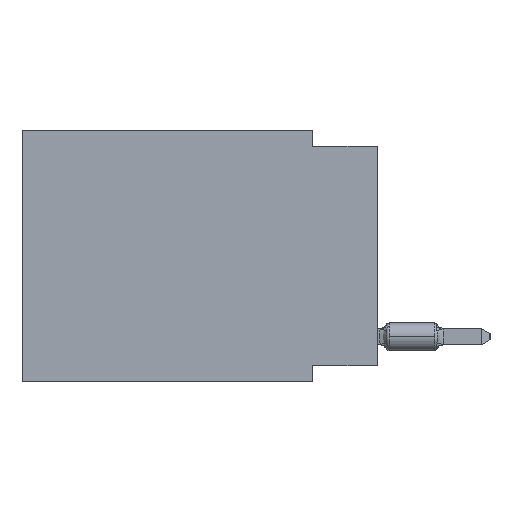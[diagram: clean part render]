
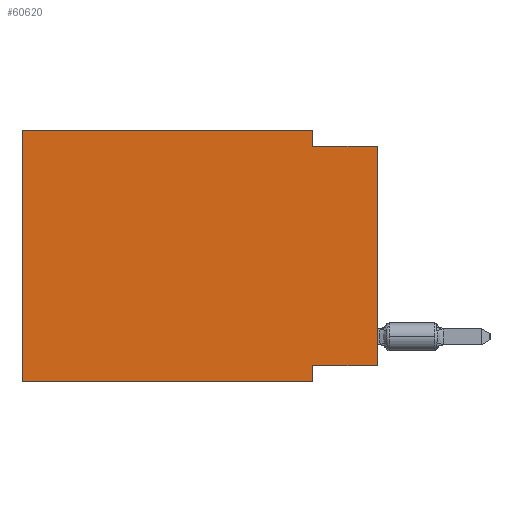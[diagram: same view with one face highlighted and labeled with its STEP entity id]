
A CAD part, left-side view. The second image highlights one B-rep face of the part: STEP entity #60620.
In plain terms, the highlighted planar face has unit normal (-1, 0, 0).
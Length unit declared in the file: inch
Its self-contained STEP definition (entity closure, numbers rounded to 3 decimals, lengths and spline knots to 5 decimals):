
#1910 = DIRECTION ( 'NONE',  ( 0., -1., 0. ) ) ;
#1936 = VERTEX_POINT ( 'NONE', #20474 ) ;
#3032 = VECTOR ( 'NONE', #58441, 39.37008 ) ;
#3430 = DIRECTION ( 'NONE',  ( 1., 0., 0. ) ) ;
#4634 = CARTESIAN_POINT ( 'NONE',  ( 0., 0.55, 0. ) ) ;
#6651 = EDGE_CURVE ( 'NONE', #13748, #28477, #16000, .T. ) ;
#8001 = EDGE_CURVE ( 'NONE', #39277, #13748, #24647, .T. ) ;
#10997 = DIRECTION ( 'NONE',  ( 0., -1., 0. ) ) ;
#13748 = VERTEX_POINT ( 'NONE', #4634 ) ;
#14967 = LINE ( 'NONE', #36035, #47849 ) ;
#15153 = DIRECTION ( 'NONE',  ( 0., 0., -1. ) ) ;
#16000 = LINE ( 'NONE', #47777, #20303 ) ;
#17210 = CARTESIAN_POINT ( 'NONE',  ( 0., 0.55, -0.39 ) ) ;
#17379 = LINE ( 'NONE', #52862, #64022 ) ;
#18416 = VECTOR ( 'NONE', #50438, 39.37008 ) ;
#18471 = DIRECTION ( 'NONE',  ( 0., -1., 0. ) ) ;
#18502 = PLANE ( 'NONE',  #66066 ) ;
#18867 = ORIENTED_EDGE ( 'NONE', *, *, #25356, .F. ) ;
#19309 = VECTOR ( 'NONE', #10997, 39.37008 ) ;
#20303 = VECTOR ( 'NONE', #1910, 39.37008 ) ;
#20474 = CARTESIAN_POINT ( 'NONE',  ( 0., 0.1, -0.39 ) ) ;
#20917 = CARTESIAN_POINT ( 'NONE',  ( 0., 0.1, 0. ) ) ;
#20980 = DIRECTION ( 'NONE',  ( 0., 0., -1. ) ) ;
#22560 = CARTESIAN_POINT ( 'NONE',  ( 0., 0.1, -0.025 ) ) ;
#22718 = VERTEX_POINT ( 'NONE', #36107 ) ;
#24647 = LINE ( 'NONE', #40374, #18416 ) ;
#24817 = CARTESIAN_POINT ( 'NONE',  ( 0., 0.55, -0.39 ) ) ;
#25356 = EDGE_CURVE ( 'NONE', #22718, #1936, #17379, .T. ) ;
#27868 = CARTESIAN_POINT ( 'NONE',  ( 0., 0., -0.365 ) ) ;
#28477 = VERTEX_POINT ( 'NONE', #20917 ) ;
#29623 = ORIENTED_EDGE ( 'NONE', *, *, #61764, .F. ) ;
#30104 = EDGE_LOOP ( 'NONE', ( #53428, #30872, #55991, #64111, #45309, #35153, #18867, #29623 ) ) ;
#30872 = ORIENTED_EDGE ( 'NONE', *, *, #64467, .F. ) ;
#35153 = ORIENTED_EDGE ( 'NONE', *, *, #55098, .T. ) ;
#35430 = VERTEX_POINT ( 'NONE', #22560 ) ;
#36035 = CARTESIAN_POINT ( 'NONE',  ( 0., 0.1, 0. ) ) ;
#36107 = CARTESIAN_POINT ( 'NONE',  ( 0., 0.1, -0.365 ) ) ;
#38330 = LINE ( 'NONE', #43688, #3032 ) ;
#39277 = VERTEX_POINT ( 'NONE', #17210 ) ;
#40374 = CARTESIAN_POINT ( 'NONE',  ( 0., 0.55, 0. ) ) ;
#41194 = CARTESIAN_POINT ( 'NONE',  ( 0., 0., 0. ) ) ;
#41428 = CARTESIAN_POINT ( 'NONE',  ( 0., 0., -0.025 ) ) ;
#43688 = CARTESIAN_POINT ( 'NONE',  ( 0., 0., -0.365 ) ) ;
#44381 = CARTESIAN_POINT ( 'NONE',  ( 0., 0., -0.025 ) ) ;
#45309 = ORIENTED_EDGE ( 'NONE', *, *, #8001, .F. ) ;
#46238 = LINE ( 'NONE', #41194, #53014 ) ;
#47777 = CARTESIAN_POINT ( 'NONE',  ( 0., 0.55, 0. ) ) ;
#47849 = VECTOR ( 'NONE', #20980, 39.37008 ) ;
#49295 = CARTESIAN_POINT ( 'NONE',  ( 0., 0.55, 0. ) ) ;
#50438 = DIRECTION ( 'NONE',  ( 0., 0., 1. ) ) ;
#50723 = VECTOR ( 'NONE', #18471, 39.37008 ) ;
#52862 = CARTESIAN_POINT ( 'NONE',  ( 0., 0.1, -0.39 ) ) ;
#53014 = VECTOR ( 'NONE', #55943, 39.37008 ) ;
#53428 = ORIENTED_EDGE ( 'NONE', *, *, #56827, .T. ) ;
#54271 = LINE ( 'NONE', #24817, #50723 ) ;
#55098 = EDGE_CURVE ( 'NONE', #39277, #1936, #54271, .T. ) ;
#55844 = LINE ( 'NONE', #41428, #19309 ) ;
#55943 = DIRECTION ( 'NONE',  ( 0., 0., 1. ) ) ;
#55991 = ORIENTED_EDGE ( 'NONE', *, *, #60374, .F. ) ;
#56827 = EDGE_CURVE ( 'NONE', #59358, #57437, #46238, .T. ) ;
#57437 = VERTEX_POINT ( 'NONE', #44381 ) ;
#58201 = DIRECTION ( 'NONE',  ( 0., 0., -1. ) ) ;
#58441 = DIRECTION ( 'NONE',  ( 0., 1., 0. ) ) ;
#59358 = VERTEX_POINT ( 'NONE', #27868 ) ;
#60374 = EDGE_CURVE ( 'NONE', #28477, #35430, #14967, .T. ) ;
#60620 = ADVANCED_FACE ( 'NONE', ( #64395 ), #18502, .F. ) ;
#61764 = EDGE_CURVE ( 'NONE', #59358, #22718, #38330, .T. ) ;
#64022 = VECTOR ( 'NONE', #58201, 39.37008 ) ;
#64111 = ORIENTED_EDGE ( 'NONE', *, *, #6651, .F. ) ;
#64395 = FACE_OUTER_BOUND ( 'NONE', #30104, .T. ) ;
#64467 = EDGE_CURVE ( 'NONE', #35430, #57437, #55844, .T. ) ;
#66066 = AXIS2_PLACEMENT_3D ( 'NONE', #49295, #3430, #15153 ) ;
